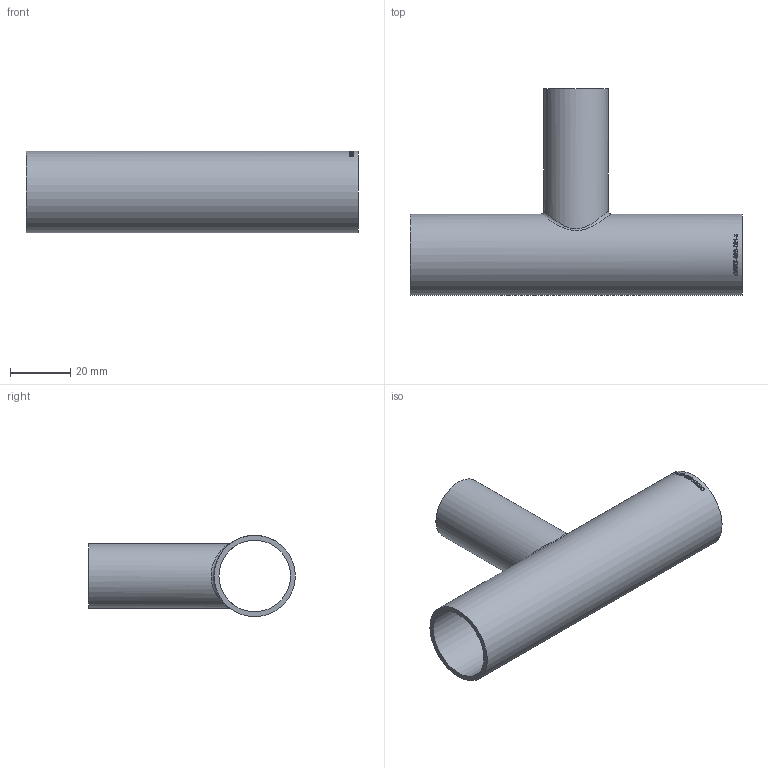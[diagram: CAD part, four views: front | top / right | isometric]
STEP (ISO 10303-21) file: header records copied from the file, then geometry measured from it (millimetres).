
FILE_DESCRIPTION (( 'STEP AP214' ), '1' );
FILE_NAME ('ORRT-026-021-x T-Stück reduziert 2004.STEP', '2020-04-07T12:11:04', ( '' ), ( '' ), 'SwSTEP 2.0', 'SolidWorks 2019', '' );
FILE_SCHEMA (( 'AUTOMOTIVE_DESIGN' ));
Length unit declared in the file: millimetre
Products named in the file (1): ORRT-026-021-x T-Stück reduziert 2004
Bounding box: 110 x 68.45 x 26.9 mm (x, y, z)
Volume: 17862.2 mm3; surface area: 22653.7 mm2
Topology: 1 solids, 1 shells, 180 faces, 472 edges, 314 vertices
Faces by surface type: bspline 99, plane 56, cylinder 25
Full cylindrical faces by diameter (mm): 18.1 x1, 21.3 x1, 23.7 x1, 26.9 x1
Entity records: 16058 total; most frequent: CARTESIAN_POINT 10675, ORIENTED_EDGE 920, EDGE_CURVE 460, DIRECTION 383, VERTEX_POINT 310, B_SPLINE_CURVE_WITH_KNOTS 309, EDGE_LOOP 210, FACE_OUTER_BOUND 185
